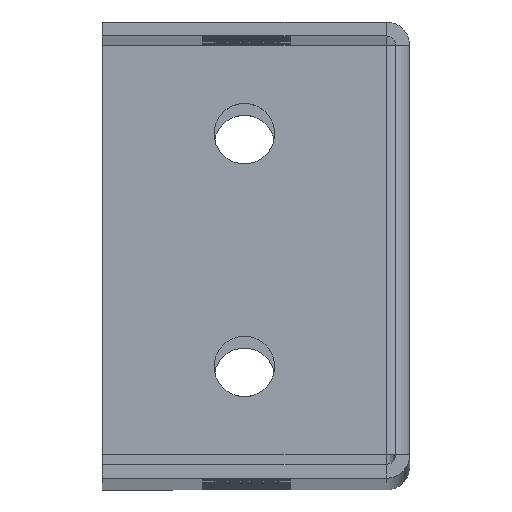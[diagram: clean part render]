
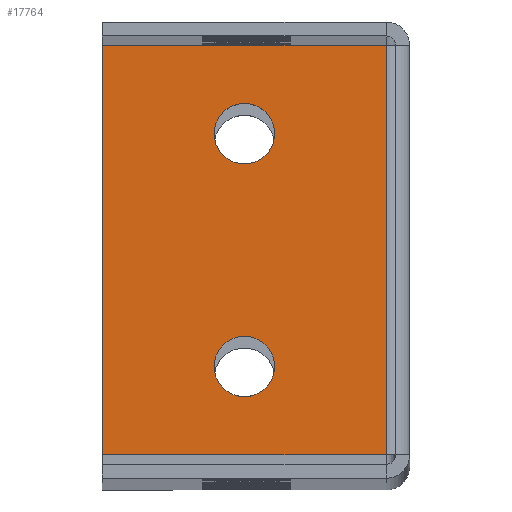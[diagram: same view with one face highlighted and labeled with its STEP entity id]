
A CAD part, top view. The second image highlights one B-rep face of the part: STEP entity #17764.
In plain terms, the highlighted planar face has unit normal (0, 0, 1).
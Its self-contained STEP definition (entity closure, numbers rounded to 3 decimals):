
#61 = VERTEX_POINT ( 'NONE', #2217 ) ;
#93 = AXIS2_PLACEMENT_3D ( 'NONE', #8439, #4012, #9717 ) ;
#142 = CARTESIAN_POINT ( 'NONE',  ( 0., 0., 726.5 ) ) ;
#214 = CARTESIAN_POINT ( 'NONE',  ( 19.5, -46.5, 726.5 ) ) ;
#243 = AXIS2_PLACEMENT_3D ( 'NONE', #6007, #8587, #11605 ) ;
#283 = ORIENTED_EDGE ( 'NONE', *, *, #9616, .T. ) ;
#567 = ORIENTED_EDGE ( 'NONE', *, *, #3874, .T. ) ;
#1696 = ORIENTED_EDGE ( 'NONE', *, *, #14866, .T. ) ;
#1906 = DIRECTION ( 'NONE',  ( 0., 0., -1. ) ) ;
#2077 = DIRECTION ( 'NONE',  ( -1., 0., 0. ) ) ;
#2217 = CARTESIAN_POINT ( 'NONE',  ( -11., -46.5, 726.5 ) ) ;
#2219 = DIRECTION ( 'NONE',  ( 1., 0., 0. ) ) ;
#2248 = AXIS2_PLACEMENT_3D ( 'NONE', #6366, #12157, #16364 ) ;
#2272 = LINE ( 'NONE', #12016, #15591 ) ;
#2914 = ORIENTED_EDGE ( 'NONE', *, *, #13191, .T. ) ;
#3809 = ORIENTED_EDGE ( 'NONE', *, *, #8098, .T. ) ;
#3874 = EDGE_CURVE ( 'NONE', #13533, #13583, #6540, .T. ) ;
#4012 = DIRECTION ( 'NONE',  ( 0., 0., -1. ) ) ;
#4025 = CARTESIAN_POINT ( 'NONE',  ( 7.5, -12., 726.5 ) ) ;
#4093 = CARTESIAN_POINT ( 'NONE',  ( -11., -2.5, 726.5 ) ) ;
#4166 = FACE_BOUND ( 'NONE', #14022, .T. ) ;
#4903 = VERTEX_POINT ( 'NONE', #13747 ) ;
#5050 = VECTOR ( 'NONE', #16912, 1000. ) ;
#5358 = ORIENTED_EDGE ( 'NONE', *, *, #16671, .F. ) ;
#6007 = CARTESIAN_POINT ( 'NONE',  ( 4.25, -37., 726.5 ) ) ;
#6357 = LINE ( 'NONE', #11962, #10637 ) ;
#6366 = CARTESIAN_POINT ( 'NONE',  ( 4.25, -12., 726.5 ) ) ;
#6403 = CIRCLE ( 'NONE', #243, 3.25 ) ;
#6540 = CIRCLE ( 'NONE', #93, 3.25 ) ;
#6548 = DIRECTION ( 'NONE',  ( 0., -1., 0. ) ) ;
#6555 = CARTESIAN_POINT ( 'NONE',  ( 1., -12., 726.5 ) ) ;
#6644 = CIRCLE ( 'NONE', #2248, 3.25 ) ;
#6774 = EDGE_CURVE ( 'NONE', #13308, #61, #13514, .T. ) ;
#6943 = VERTEX_POINT ( 'NONE', #14054 ) ;
#7145 = CIRCLE ( 'NONE', #9491, 3.25 ) ;
#7661 = EDGE_LOOP ( 'NONE', ( #567, #283 ) ) ;
#8098 = EDGE_CURVE ( 'NONE', #10549, #14106, #6644, .T. ) ;
#8130 = PLANE ( 'NONE',  #8324 ) ;
#8146 = ORIENTED_EDGE ( 'NONE', *, *, #17004, .T. ) ;
#8324 = AXIS2_PLACEMENT_3D ( 'NONE', #142, #12443, #10978 ) ;
#8439 = CARTESIAN_POINT ( 'NONE',  ( 4.25, -37., 726.5 ) ) ;
#8587 = DIRECTION ( 'NONE',  ( 0., 0., -1. ) ) ;
#9491 = AXIS2_PLACEMENT_3D ( 'NONE', #9915, #1906, #2077 ) ;
#9616 = EDGE_CURVE ( 'NONE', #13583, #13533, #6403, .T. ) ;
#9717 = DIRECTION ( 'NONE',  ( -1., 0., 0. ) ) ;
#9915 = CARTESIAN_POINT ( 'NONE',  ( 4.25, -12., 726.5 ) ) ;
#10549 = VERTEX_POINT ( 'NONE', #4025 ) ;
#10586 = CARTESIAN_POINT ( 'NONE',  ( -11., 0., 726.5 ) ) ;
#10637 = VECTOR ( 'NONE', #2219, 1000. ) ;
#10978 = DIRECTION ( 'NONE',  ( -1., 0., 0. ) ) ;
#11605 = DIRECTION ( 'NONE',  ( -1., 0., 0. ) ) ;
#11819 = CARTESIAN_POINT ( 'NONE',  ( 1., -37., 726.5 ) ) ;
#11962 = CARTESIAN_POINT ( 'NONE',  ( 0., -46.5, 726.5 ) ) ;
#12016 = CARTESIAN_POINT ( 'NONE',  ( 0., -2.5, 726.5 ) ) ;
#12157 = DIRECTION ( 'NONE',  ( 0., 0., -1. ) ) ;
#12443 = DIRECTION ( 'NONE',  ( 0., 0., -1. ) ) ;
#12715 = FACE_OUTER_BOUND ( 'NONE', #13084, .T. ) ;
#13084 = EDGE_LOOP ( 'NONE', ( #5358, #2914, #14696, #8146 ) ) ;
#13191 = EDGE_CURVE ( 'NONE', #4903, #13308, #2272, .T. ) ;
#13308 = VERTEX_POINT ( 'NONE', #4093 ) ;
#13514 = LINE ( 'NONE', #10586, #14455 ) ;
#13533 = VERTEX_POINT ( 'NONE', #11819 ) ;
#13583 = VERTEX_POINT ( 'NONE', #14924 ) ;
#13747 = CARTESIAN_POINT ( 'NONE',  ( 19.5, -2.5, 726.5 ) ) ;
#14022 = EDGE_LOOP ( 'NONE', ( #1696, #3809 ) ) ;
#14054 = CARTESIAN_POINT ( 'NONE',  ( 19.5, -46.5, 726.5 ) ) ;
#14106 = VERTEX_POINT ( 'NONE', #6555 ) ;
#14455 = VECTOR ( 'NONE', #6548, 1000. ) ;
#14696 = ORIENTED_EDGE ( 'NONE', *, *, #6774, .T. ) ;
#14866 = EDGE_CURVE ( 'NONE', #14106, #10549, #7145, .T. ) ;
#14924 = CARTESIAN_POINT ( 'NONE',  ( 7.5, -37., 726.5 ) ) ;
#15591 = VECTOR ( 'NONE', #16322, 1000. ) ;
#16322 = DIRECTION ( 'NONE',  ( -1., 0., 0. ) ) ;
#16364 = DIRECTION ( 'NONE',  ( -1., 0., 0. ) ) ;
#16671 = EDGE_CURVE ( 'NONE', #4903, #6943, #16827, .T. ) ;
#16827 = LINE ( 'NONE', #214, #5050 ) ;
#16912 = DIRECTION ( 'NONE',  ( 0., -1., 0. ) ) ;
#17004 = EDGE_CURVE ( 'NONE', #61, #6943, #6357, .T. ) ;
#17764 = ADVANCED_FACE ( 'NONE', ( #18031, #4166, #12715 ), #8130, .F. ) ;
#18031 = FACE_BOUND ( 'NONE', #7661, .T. ) ;
